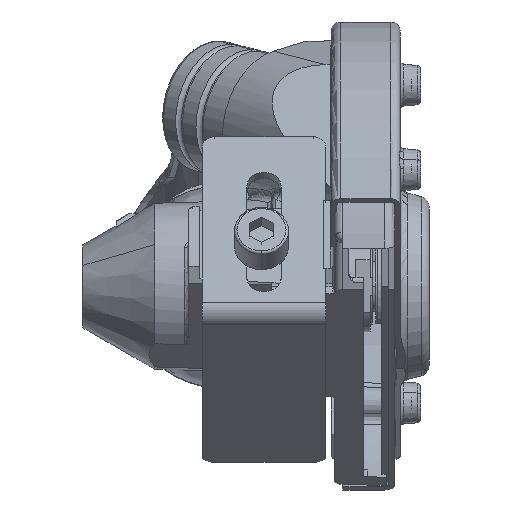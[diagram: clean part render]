
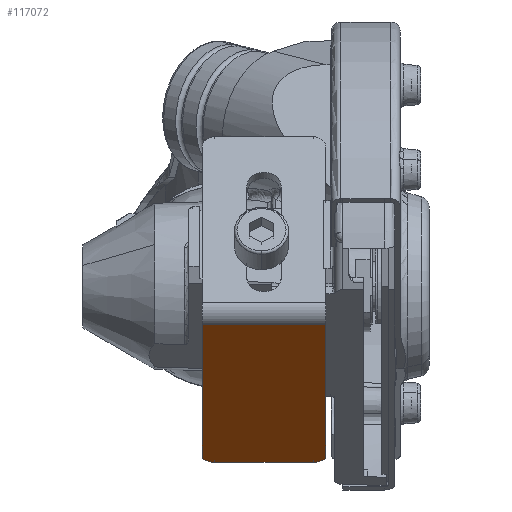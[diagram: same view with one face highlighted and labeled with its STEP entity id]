
A CAD part, top view. The second image highlights one B-rep face of the part: STEP entity #117072.
In plain terms, the highlighted planar face has unit normal (0, -0.866, 0.5).
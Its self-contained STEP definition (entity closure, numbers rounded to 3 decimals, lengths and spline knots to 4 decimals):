
#1863=DIRECTION('',(0.,-0.5,-0.866));
#1864=VECTOR('',#1863,2.4803);
#1865=CARTESIAN_POINT('',(0.9646,-0.368,
3.9229));
#1866=LINE('',#1865,#1864);
#2903=DIRECTION('',(0.,-0.5,-0.866));
#2904=VECTOR('',#2903,2.4803);
#2905=CARTESIAN_POINT('',(-0.2087,-0.368,
3.9229));
#2906=LINE('',#2905,#2904);
#56034=DIRECTION('',(-1.,0.,0.));
#56035=VECTOR('',#56034,1.1732);
#56036=CARTESIAN_POINT('',(0.9646,-0.368,
3.9229));
#56037=LINE('',#56036,#56035);
#56047=CARTESIAN_POINT('',(0.8465,-1.6081,
1.7749));
#56048=DIRECTION('',(0.,-0.866,0.5));
#56049=DIRECTION('',(0.,-0.5,-0.866));
#56050=AXIS2_PLACEMENT_3D('',#56047,#56048,#56049);
#56061=DIRECTION('',(1.,0.,0.));
#56062=VECTOR('',#56061,0.937);
#56063=CARTESIAN_POINT('',(-0.0906,-1.6672,
1.6726));
#56064=LINE('',#56063,#56062);
#56100=CARTESIAN_POINT('',(-0.0906,-1.6081,
1.7749));
#56101=DIRECTION('',(0.,-0.866,0.5));
#56102=DIRECTION('',(-1.,0.,0.));
#56103=AXIS2_PLACEMENT_3D('',#56100,#56101,#56102);
#63886=CARTESIAN_POINT('',(0.8465,-1.6672,
1.6726));
#63888=VERTEX_POINT('',#63886);
#63890=CARTESIAN_POINT('',(0.9646,-1.6081,
1.7749));
#63891=VERTEX_POINT('',#63890);
#63895=CARTESIAN_POINT('',(-0.0906,-1.6672,
1.6726));
#63897=VERTEX_POINT('',#63895);
#63900=CARTESIAN_POINT('',(-0.2087,-1.6081,
1.7749));
#63901=VERTEX_POINT('',#63900);
#63914=CARTESIAN_POINT('',(0.9646,-0.368,
3.9229));
#63915=VERTEX_POINT('',#63914);
#63916=CARTESIAN_POINT('',(-0.2087,-0.368,
3.9229));
#63917=VERTEX_POINT('',#63916);
#117056=CARTESIAN_POINT('',(-0.2087,-0.2892,
4.0593));
#117057=DIRECTION('',(0.,-0.866,0.5));
#117058=DIRECTION('',(0.,-0.5,-0.866));
#117059=AXIS2_PLACEMENT_3D('',#117056,#117057,#117058);
#117060=PLANE('',#117059);
#117061=ORIENTED_EDGE('',*,*,#117043,.F.);
#117062=ORIENTED_EDGE('',*,*,#66754,.T.);
#117064=ORIENTED_EDGE('',*,*,#117063,.F.);
#117066=ORIENTED_EDGE('',*,*,#117065,.F.);
#117068=ORIENTED_EDGE('',*,*,#117067,.F.);
#117069=ORIENTED_EDGE('',*,*,#68173,.F.);
#117070=EDGE_LOOP('',(#117061,#117062,#117064,#117066,#117068,#117069));
#117071=FACE_OUTER_BOUND('',#117070,.F.);
#56051=CIRCLE('',#56050,0.1181);
#56104=CIRCLE('',#56103,0.1181);
#66754=EDGE_CURVE('',#63915,#63891,#1866,.T.);
#68173=EDGE_CURVE('',#63917,#63901,#2906,.T.);
#117043=EDGE_CURVE('',#63915,#63917,#56037,.T.);
#117063=EDGE_CURVE('',#63888,#63891,#56051,.T.);
#117065=EDGE_CURVE('',#63897,#63888,#56064,.T.);
#117067=EDGE_CURVE('',#63901,#63897,#56104,.T.);
#117072=ADVANCED_FACE('',(#117071),#117060,.T.);
